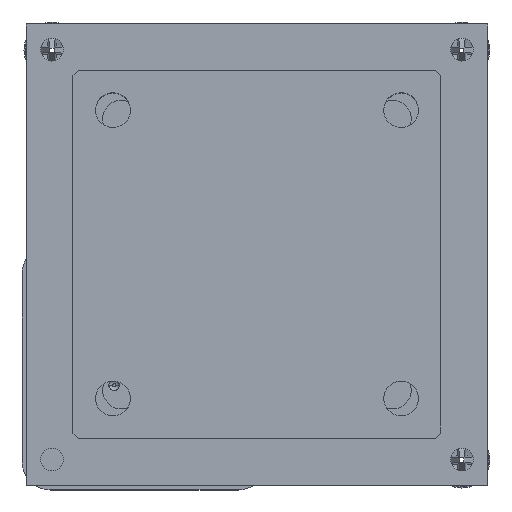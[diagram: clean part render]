
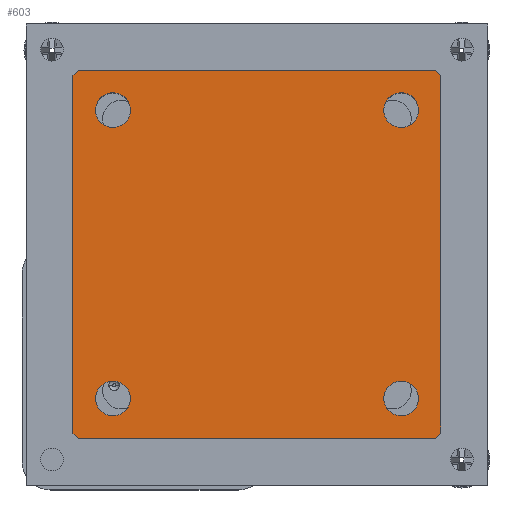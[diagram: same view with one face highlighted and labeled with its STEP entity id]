
A CAD part, top view. The second image highlights one B-rep face of the part: STEP entity #603.
In plain terms, the highlighted planar face has unit normal (0, 0, 1).
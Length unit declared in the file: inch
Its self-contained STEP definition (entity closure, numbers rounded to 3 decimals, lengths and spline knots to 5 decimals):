
#122 = CARTESIAN_POINT ( 'NONE',  ( -0.718, -0.698, 1.89 ) ) ;
#127 = CARTESIAN_POINT ( 'NONE',  ( 0.698, -0.718, 1.89 ) ) ;
#180 = CARTESIAN_POINT ( 'NONE',  ( 0.631, 0.562, 1.89 ) ) ;
#191 = CARTESIAN_POINT ( 'NONE',  ( -0.494, 0.562, 1.89 ) ) ;
#192 = CARTESIAN_POINT ( 'NONE',  ( 0.495, 0.562, 1.89 ) ) ;
#209 = CARTESIAN_POINT ( 'NONE',  ( 0.698, 0.718, 1.89 ) ) ;
#236 = CARTESIAN_POINT ( 'NONE',  ( -0.698, 0.718, 1.89 ) ) ;
#310 = VERTEX_POINT ( 'NONE', #127 ) ;
#311 = VERTEX_POINT ( 'NONE', #122 ) ;
#366 = VERTEX_POINT ( 'NONE', #180 ) ;
#377 = VERTEX_POINT ( 'NONE', #191 ) ;
#378 = VERTEX_POINT ( 'NONE', #192 ) ;
#395 = VERTEX_POINT ( 'NONE', #209 ) ;
#422 = VERTEX_POINT ( 'NONE', #236 ) ;
#603 = ADVANCED_FACE ( 'NONE', ( #6666, #6674, #6670, #6668, #6672 ), #7885, .F. ) ;
#1413 = VERTEX_POINT ( 'NONE', #12220 ) ;
#1423 = VERTEX_POINT ( 'NONE', #12230 ) ;
#1772 = EDGE_CURVE ( 'NONE', #2013, #1413, #10931, .T. ) ;
#1776 = EDGE_CURVE ( 'NONE', #9866, #1423, #10937, .T. ) ;
#1780 = EDGE_CURVE ( 'NONE', #377, #9871, #10943, .T. ) ;
#1784 = EDGE_CURVE ( 'NONE', #366, #378, #10949, .T. ) ;
#1838 = EDGE_CURVE ( 'NONE', #1995, #13790, #11031, .T. ) ;
#1843 = EDGE_CURVE ( 'NONE', #310, #13790, #11032, .T. ) ;
#1865 = EDGE_CURVE ( 'NONE', #310, #13859, #11075, .T. ) ;
#1869 = EDGE_CURVE ( 'NONE', #311, #13859, #11062, .T. ) ;
#1872 = EDGE_CURVE ( 'NONE', #378, #366, #11088, .T. ) ;
#1874 = EDGE_CURVE ( 'NONE', #9871, #377, #11090, .T. ) ;
#1876 = EDGE_CURVE ( 'NONE', #1423, #9866, #11092, .T. ) ;
#1878 = EDGE_CURVE ( 'NONE', #1413, #2013, #11094, .T. ) ;
#1879 = EDGE_CURVE ( 'NONE', #422, #395, #11095, .T. ) ;
#1880 = EDGE_CURVE ( 'NONE', #422, #2014, #11086, .T. ) ;
#1881 = EDGE_CURVE ( 'NONE', #311, #2014, #11098, .T. ) ;
#1882 = EDGE_CURVE ( 'NONE', #1995, #395, #11100, .T. ) ;
#1995 = VERTEX_POINT ( 'NONE', #15284 ) ;
#2013 = VERTEX_POINT ( 'NONE', #15302 ) ;
#2014 = VERTEX_POINT ( 'NONE', #15303 ) ;
#2339 = ORIENTED_EDGE ( 'NONE', *, *, #1878, .F. ) ;
#2340 = ORIENTED_EDGE ( 'NONE', *, *, #1772, .F. ) ;
#2341 = ORIENTED_EDGE ( 'NONE', *, *, #1876, .F. ) ;
#2342 = ORIENTED_EDGE ( 'NONE', *, *, #1776, .F. ) ;
#2343 = ORIENTED_EDGE ( 'NONE', *, *, #1874, .F. ) ;
#2344 = ORIENTED_EDGE ( 'NONE', *, *, #1780, .F. ) ;
#2345 = ORIENTED_EDGE ( 'NONE', *, *, #1872, .F. ) ;
#2346 = ORIENTED_EDGE ( 'NONE', *, *, #1784, .F. ) ;
#2347 = ORIENTED_EDGE ( 'NONE', *, *, #1879, .F. ) ;
#2348 = ORIENTED_EDGE ( 'NONE', *, *, #1880, .T. ) ;
#2349 = ORIENTED_EDGE ( 'NONE', *, *, #1881, .F. ) ;
#2350 = ORIENTED_EDGE ( 'NONE', *, *, #1869, .T. ) ;
#2351 = ORIENTED_EDGE ( 'NONE', *, *, #1865, .F. ) ;
#2352 = ORIENTED_EDGE ( 'NONE', *, *, #1843, .T. ) ;
#2353 = ORIENTED_EDGE ( 'NONE', *, *, #1838, .F. ) ;
#2354 = ORIENTED_EDGE ( 'NONE', *, *, #1882, .T. ) ;
#5610 = AXIS2_PLACEMENT_3D ( 'NONE', #7887, #7883, #7889 ) ;
#6096 = AXIS2_PLACEMENT_3D ( 'NONE', #14709, #14710, #14711 ) ;
#6098 = AXIS2_PLACEMENT_3D ( 'NONE', #14719, #14720, #14721 ) ;
#6100 = AXIS2_PLACEMENT_3D ( 'NONE', #14729, #14730, #14731 ) ;
#6102 = AXIS2_PLACEMENT_3D ( 'NONE', #14739, #14740, #14741 ) ;
#6140 = AXIS2_PLACEMENT_3D ( 'NONE', #14951, #14952, #14953 ) ;
#6142 = AXIS2_PLACEMENT_3D ( 'NONE', #15014, #15015, #15016 ) ;
#6144 = AXIS2_PLACEMENT_3D ( 'NONE', #15020, #15021, #15022 ) ;
#6146 = AXIS2_PLACEMENT_3D ( 'NONE', #15029, #15030, #15031 ) ;
#6666 = FACE_BOUND ( 'NONE', #13868, .T. ) ;
#6668 = FACE_BOUND ( 'NONE', #13820, .T. ) ;
#6670 = FACE_BOUND ( 'NONE', #13783, .T. ) ;
#6672 = FACE_OUTER_BOUND ( 'NONE', #13712, .T. ) ;
#6674 = FACE_BOUND ( 'NONE', #13658, .T. ) ;
#7883 = DIRECTION ( 'NONE',  ( 0., 0., -1. ) ) ;
#7885 = PLANE ( 'NONE',  #5610 ) ;
#7887 = CARTESIAN_POINT ( 'NONE',  ( -0.718, 0.718, 1.89 ) ) ;
#7889 = DIRECTION ( 'NONE',  ( 1., 0., 0. ) ) ;
#9866 = VERTEX_POINT ( 'NONE', #18705 ) ;
#9871 = VERTEX_POINT ( 'NONE', #18707 ) ;
#10931 = CIRCLE ( 'NONE', #6096, 0.068 ) ;
#10937 = CIRCLE ( 'NONE', #6098, 0.068 ) ;
#10943 = CIRCLE ( 'NONE', #6100, 0.068 ) ;
#10949 = CIRCLE ( 'NONE', #6102, 0.068 ) ;
#11031 = LINE ( 'NONE', #14866, #11033 ) ;
#11032 = LINE ( 'NONE', #14871, #11043 ) ;
#11033 = VECTOR ( 'NONE', #14867, 39.37008 ) ;
#11043 = VECTOR ( 'NONE', #14884, 39.37008 ) ;
#11062 = LINE ( 'NONE', #14935, #11085 ) ;
#11075 = LINE ( 'NONE', #14930, #11077 ) ;
#11077 = VECTOR ( 'NONE', #14931, 39.37008 ) ;
#11085 = VECTOR ( 'NONE', #14945, 39.37008 ) ;
#11086 = LINE ( 'NONE', #15028, #11099 ) ;
#11088 = CIRCLE ( 'NONE', #6140, 0.068 ) ;
#11090 = CIRCLE ( 'NONE', #6142, 0.068 ) ;
#11092 = CIRCLE ( 'NONE', #6144, 0.068 ) ;
#11094 = CIRCLE ( 'NONE', #6146, 0.068 ) ;
#11095 = LINE ( 'NONE', #15023, #11097 ) ;
#11097 = VECTOR ( 'NONE', #15024, 39.37008 ) ;
#11098 = LINE ( 'NONE', #15034, #11101 ) ;
#11099 = VECTOR ( 'NONE', #15033, 39.37008 ) ;
#11100 = LINE ( 'NONE', #15036, #11103 ) ;
#11101 = VECTOR ( 'NONE', #15035, 39.37008 ) ;
#11103 = VECTOR ( 'NONE', #15037, 39.37008 ) ;
#12220 = CARTESIAN_POINT ( 'NONE',  ( 0.495, -0.563, 1.89 ) ) ;
#12230 = CARTESIAN_POINT ( 'NONE',  ( -0.63, -0.563, 1.89 ) ) ;
#13658 = EDGE_LOOP ( 'NONE', ( #2341, #2342 ) ) ;
#13712 = EDGE_LOOP ( 'NONE', ( #2347, #2348, #2349, #2350, #2351, #2352, #2353, #2354 ) ) ;
#13783 = EDGE_LOOP ( 'NONE', ( #2343, #2344 ) ) ;
#13790 = VERTEX_POINT ( 'NONE', #18735 ) ;
#13820 = EDGE_LOOP ( 'NONE', ( #2345, #2346 ) ) ;
#13859 = VERTEX_POINT ( 'NONE', #18738 ) ;
#13868 = EDGE_LOOP ( 'NONE', ( #2339, #2340 ) ) ;
#14709 = CARTESIAN_POINT ( 'NONE',  ( 0.563, -0.563, 1.89 ) ) ;
#14710 = DIRECTION ( 'NONE',  ( 0., 0., 1. ) ) ;
#14711 = DIRECTION ( 'NONE',  ( -1., 0., 0. ) ) ;
#14719 = CARTESIAN_POINT ( 'NONE',  ( -0.562, -0.563, 1.89 ) ) ;
#14720 = DIRECTION ( 'NONE',  ( 0., 0., 1. ) ) ;
#14721 = DIRECTION ( 'NONE',  ( -1., 0., 0. ) ) ;
#14729 = CARTESIAN_POINT ( 'NONE',  ( -0.562, 0.562, 1.89 ) ) ;
#14730 = DIRECTION ( 'NONE',  ( 0., 0., 1. ) ) ;
#14731 = DIRECTION ( 'NONE',  ( -1., 0., 0. ) ) ;
#14739 = CARTESIAN_POINT ( 'NONE',  ( 0.563, 0.562, 1.89 ) ) ;
#14740 = DIRECTION ( 'NONE',  ( 0., 0., 1. ) ) ;
#14741 = DIRECTION ( 'NONE',  ( -1., 0., 0. ) ) ;
#14866 = CARTESIAN_POINT ( 'NONE',  ( 0.718, -0.718, 1.89 ) ) ;
#14867 = DIRECTION ( 'NONE',  ( 0., -1., 0. ) ) ;
#14871 = CARTESIAN_POINT ( 'NONE',  ( 0.698, -0.718, 1.89 ) ) ;
#14884 = DIRECTION ( 'NONE',  ( 0.707, 0.707, 0. ) ) ;
#14930 = CARTESIAN_POINT ( 'NONE',  ( -0.718, -0.718, 1.89 ) ) ;
#14931 = DIRECTION ( 'NONE',  ( -1., 0., 0. ) ) ;
#14935 = CARTESIAN_POINT ( 'NONE',  ( -0.718, -0.698, 1.89 ) ) ;
#14945 = DIRECTION ( 'NONE',  ( 0.707, -0.707, 0. ) ) ;
#14951 = CARTESIAN_POINT ( 'NONE',  ( 0.563, 0.562, 1.89 ) ) ;
#14952 = DIRECTION ( 'NONE',  ( 0., 0., 1. ) ) ;
#14953 = DIRECTION ( 'NONE',  ( -1., 0., 0. ) ) ;
#15014 = CARTESIAN_POINT ( 'NONE',  ( -0.562, 0.562, 1.89 ) ) ;
#15015 = DIRECTION ( 'NONE',  ( 0., 0., 1. ) ) ;
#15016 = DIRECTION ( 'NONE',  ( -1., 0., 0. ) ) ;
#15020 = CARTESIAN_POINT ( 'NONE',  ( -0.562, -0.563, 1.89 ) ) ;
#15021 = DIRECTION ( 'NONE',  ( 0., 0., 1. ) ) ;
#15022 = DIRECTION ( 'NONE',  ( -1., 0., 0. ) ) ;
#15023 = CARTESIAN_POINT ( 'NONE',  ( -0.718, 0.718, 1.89 ) ) ;
#15024 = DIRECTION ( 'NONE',  ( 1., 0., 0. ) ) ;
#15028 = CARTESIAN_POINT ( 'NONE',  ( -0.698, 0.718, 1.89 ) ) ;
#15029 = CARTESIAN_POINT ( 'NONE',  ( 0.563, -0.563, 1.89 ) ) ;
#15030 = DIRECTION ( 'NONE',  ( 0., 0., 1. ) ) ;
#15031 = DIRECTION ( 'NONE',  ( -1., 0., 0. ) ) ;
#15033 = DIRECTION ( 'NONE',  ( -0.707, -0.707, 0. ) ) ;
#15034 = CARTESIAN_POINT ( 'NONE',  ( -0.718, -0.718, 1.89 ) ) ;
#15035 = DIRECTION ( 'NONE',  ( 0., 1., 0. ) ) ;
#15036 = CARTESIAN_POINT ( 'NONE',  ( 0.718, 0.698, 1.89 ) ) ;
#15037 = DIRECTION ( 'NONE',  ( -0.707, 0.707, 0. ) ) ;
#15284 = CARTESIAN_POINT ( 'NONE',  ( 0.718, 0.698, 1.89 ) ) ;
#15302 = CARTESIAN_POINT ( 'NONE',  ( 0.631, -0.563, 1.89 ) ) ;
#15303 = CARTESIAN_POINT ( 'NONE',  ( -0.718, 0.698, 1.89 ) ) ;
#18705 = CARTESIAN_POINT ( 'NONE',  ( -0.494, -0.563, 1.89 ) ) ;
#18707 = CARTESIAN_POINT ( 'NONE',  ( -0.63, 0.562, 1.89 ) ) ;
#18735 = CARTESIAN_POINT ( 'NONE',  ( 0.718, -0.698, 1.89 ) ) ;
#18738 = CARTESIAN_POINT ( 'NONE',  ( -0.698, -0.718, 1.89 ) ) ;
